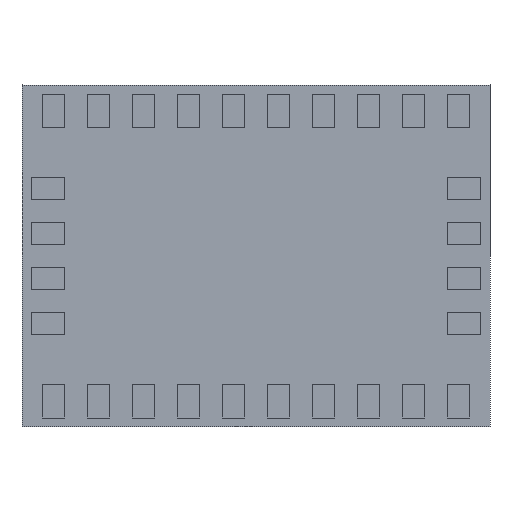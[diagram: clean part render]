
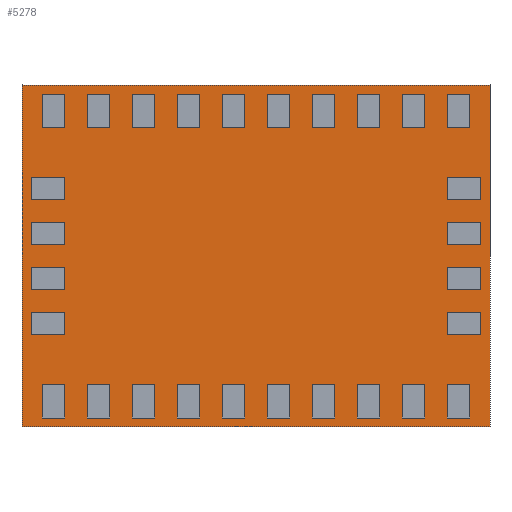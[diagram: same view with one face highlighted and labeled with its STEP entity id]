
A CAD part, front view. The second image highlights one B-rep face of the part: STEP entity #5278.
In plain terms, the highlighted planar face has unit normal (0, -1, 0).
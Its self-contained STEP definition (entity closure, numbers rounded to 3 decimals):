
#96 = DIRECTION ( 'NONE',  ( 0., 0., -1. ) ) ;
#301 = VERTEX_POINT ( 'NONE', #855 ) ;
#396 = CARTESIAN_POINT ( 'NONE',  ( 2.6, 0., -1.9 ) ) ;
#855 = CARTESIAN_POINT ( 'NONE',  ( -2.6, 0., -1.9 ) ) ;
#895 = EDGE_CURVE ( 'NONE', #5739, #301, #1726, .T. ) ;
#954 = DIRECTION ( 'NONE',  ( 1., 0., 0. ) ) ;
#1040 = EDGE_CURVE ( 'NONE', #301, #6477, #1922, .T. ) ;
#1105 = ORIENTED_EDGE ( 'NONE', *, *, #1040, .F. ) ;
#1524 = LINE ( 'NONE', #6240, #4866 ) ;
#1726 = LINE ( 'NONE', #6994, #3669 ) ;
#1922 = LINE ( 'NONE', #2096, #5622 ) ;
#2096 = CARTESIAN_POINT ( 'NONE',  ( -2.6, 0., 0. ) ) ;
#2887 = DIRECTION ( 'NONE',  ( 0., 1., 0. ) ) ;
#3133 = VERTEX_POINT ( 'NONE', #3183 ) ;
#3160 = DIRECTION ( 'NONE',  ( 0., 0., 1. ) ) ;
#3183 = CARTESIAN_POINT ( 'NONE',  ( 2.6, 0., 1.9 ) ) ;
#3541 = VECTOR ( 'NONE', #96, 1000. ) ;
#3620 = ORIENTED_EDGE ( 'NONE', *, *, #4721, .F. ) ;
#3637 = LINE ( 'NONE', #7174, #3541 ) ;
#3669 = VECTOR ( 'NONE', #7520, 1000. ) ;
#4046 = CARTESIAN_POINT ( 'NONE',  ( -2.6, 0., 1.9 ) ) ;
#4721 = EDGE_CURVE ( 'NONE', #3133, #5739, #3637, .T. ) ;
#4866 = VECTOR ( 'NONE', #954, 1000. ) ;
#4940 = AXIS2_PLACEMENT_3D ( 'NONE', #5295, #2887, #5799 ) ;
#5272 = ORIENTED_EDGE ( 'NONE', *, *, #895, .F. ) ;
#5278 = ADVANCED_FACE ( 'NONE', ( #6459 ), #7530, .F. ) ;
#5295 = CARTESIAN_POINT ( 'NONE',  ( 0., 0., 0. ) ) ;
#5622 = VECTOR ( 'NONE', #3160, 1000. ) ;
#5669 = EDGE_CURVE ( 'NONE', #6477, #3133, #1524, .T. ) ;
#5739 = VERTEX_POINT ( 'NONE', #396 ) ;
#5799 = DIRECTION ( 'NONE',  ( 0., 0., 1. ) ) ;
#6240 = CARTESIAN_POINT ( 'NONE',  ( 0., 0., 1.9 ) ) ;
#6335 = EDGE_LOOP ( 'NONE', ( #3620, #7442, #1105, #5272 ) ) ;
#6459 = FACE_OUTER_BOUND ( 'NONE', #6335, .T. ) ;
#6477 = VERTEX_POINT ( 'NONE', #4046 ) ;
#6994 = CARTESIAN_POINT ( 'NONE',  ( 0., 0., -1.9 ) ) ;
#7174 = CARTESIAN_POINT ( 'NONE',  ( 2.6, 0., 0. ) ) ;
#7442 = ORIENTED_EDGE ( 'NONE', *, *, #5669, .F. ) ;
#7520 = DIRECTION ( 'NONE',  ( -1., 0., 0. ) ) ;
#7530 = PLANE ( 'NONE',  #4940 ) ;
